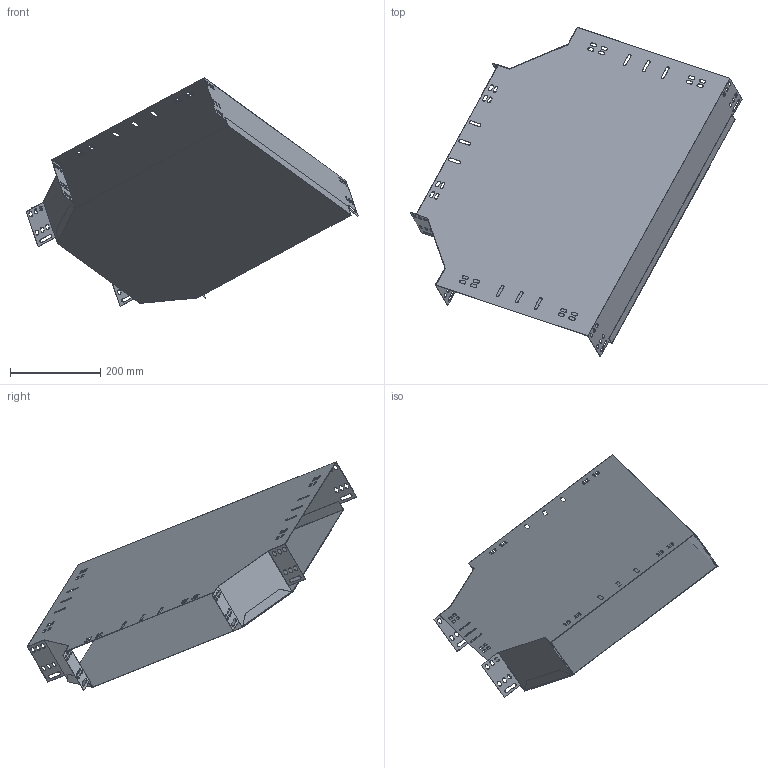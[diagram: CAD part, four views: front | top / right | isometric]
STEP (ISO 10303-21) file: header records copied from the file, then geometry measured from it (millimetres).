
FILE_DESCRIPTION (( 'STEP AP203' ), '1' );
FILE_NAME ('CLP1T-110-400-1 Ðàçâåòâèòåëü Ò-îáðàçíûé 110õ400 ìì..STEP', '2016-03-15T07:42:34', ( '' ), ( '' ), 'SwSTEP 2.0', 'SolidWorks 2014', '' );
FILE_SCHEMA (( 'CONFIG_CONTROL_DESIGN' ));
Length unit declared in the file: millimetre
Products named in the file (1): CLP1T-110-400-1 Ðàçâåòâèòåëü Ò-îáðàçíûé 110õ400 ìì.
Bounding box: 737.08 x 732.17 x 507.66 mm (x, y, z)
Volume: 611456.3 mm3; surface area: 1535292 mm2
Topology: 2 solids, 2 shells, 368 faces, 1082 edges, 718 vertices
Faces by surface type: plane 218, cylinder 150
Entity records: 12641 total; most frequent: CARTESIAN_POINT 2169, ORIENTED_EDGE 2164, DIRECTION 2120, EDGE_CURVE 1082, VECTOR 782, LINE 782, VERTEX_POINT 718, AXIS2_PLACEMENT_3D 669
